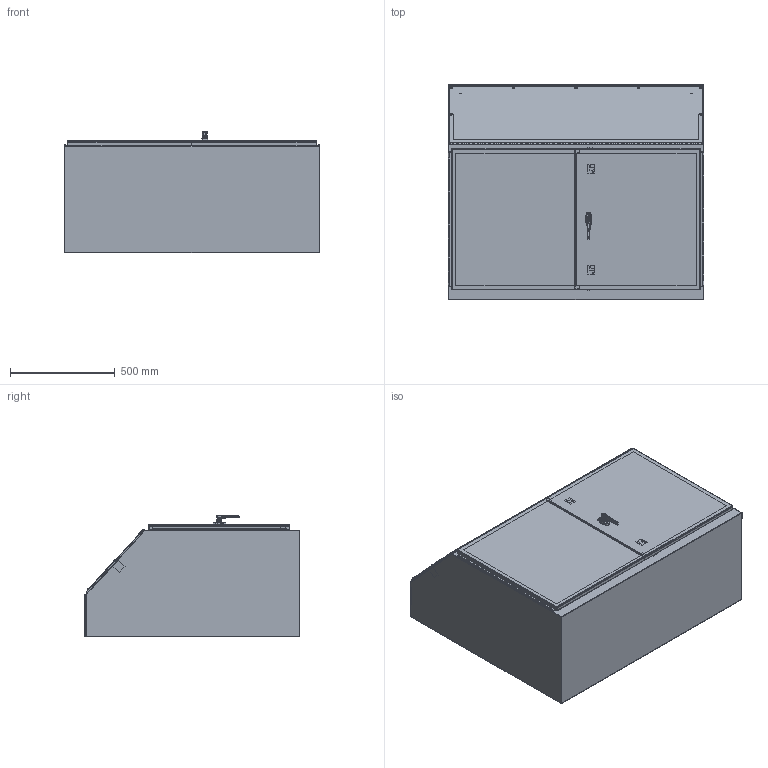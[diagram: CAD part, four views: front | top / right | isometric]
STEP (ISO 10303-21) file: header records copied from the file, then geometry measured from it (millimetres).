
FILE_DESCRIPTION (( 'STEP AP214' ), '1' );
FILE_NAME ('W1C48.STEP', '2020-03-02T18:05:26', ( '' ), ( '' ), 'SwSTEP 2.0', 'SolidWorks 2019', '' );
FILE_SCHEMA (( 'AUTOMOTIVE_DESIGN' ));
Length unit declared in the file: inch
Products named in the file (1): W1C48
Bounding box: 1219.2 x 1029.39 x 579.29 mm (x, y, z)
Volume: 13229526.8 mm3; surface area: 12800105.5 mm2
Topology: 126 solids, 174 shells, 4272 faces, 11120 edges, 7266 vertices
Faces by surface type: plane 2480, cylinder 1068, bspline 387, cone 331, torus 6
Full cylindrical faces by diameter (mm): 2.921 x4, 3.048 x2, 3.175 x1, 3.302 x1, 3.505 x94, 3.962 x17, 4 x3, 4.039 x2, 4.254 x13, 4.255 x4, 4.978 x17, 5.08 x4, 5.556 x2, 5.69 x4, 6.128 x2, 6.172 x2, 6.299 x17, 6.337 x6, 6.35 x25, 6.528 x17, 7.023 x16, 7.061 x17, 7.144 x2, 7.798 x10, 7.925 x2, 7.937 x9, 7.938 x2, 8.382 x20, 9.525 x2, 10.16 x4
Entity records: 213796 total; most frequent: CARTESIAN_POINT 58952, ORIENTED_EDGE 20762, DIRECTION 17980, EDGE_CURVE 10381, VERTEX_POINT 7095, AXIS2_PLACEMENT_3D 6179, VECTOR 5622, LINE 5622
